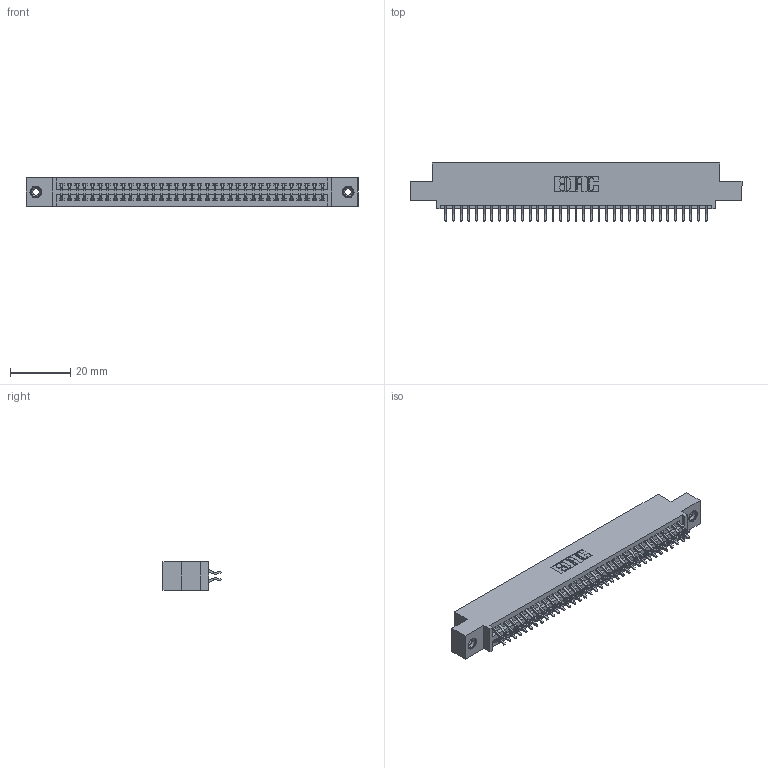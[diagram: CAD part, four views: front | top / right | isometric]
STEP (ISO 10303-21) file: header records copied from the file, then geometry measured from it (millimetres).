
FILE_DESCRIPTION (( 'STEP AP203' ), '1' );
FILE_NAME ('345-070-556-508.STEP', '2018-10-01T09:41:14', ( '' ), ( '' ), 'SwSTEP 2.0', 'SolidWorks 2016', '' );
FILE_SCHEMA (( 'CONFIG_CONTROL_DESIGN' ));
Length unit declared in the file: inch
Products named in the file (4): 345-070-556-508; 345-250-001_345-250-003-102; 345 Part_0.110 Offset - 0.156 Dia-TI; 345-292-001_556 Tail
Assembly tree (73 placements, depth 2):
  345-070-556-508
    345 Part_0.110 Offset - 0.156 Dia-TI
    345-292-001_556 Tail  x70
    345-250-001_345-250-003-102  x2
Bounding box: 110.11 x 19.24 x 9.4 mm (x, y, z)
Volume: 10548.5 mm3; surface area: 15501.8 mm2
Topology: 73 solids, 73 shells, 4110 faces, 12179 edges, 8018 vertices
Faces by surface type: plane 2706, cylinder 1388, cone 12, torus 4
Entity records: 29942 total; most frequent: CARTESIAN_POINT 5023, ORIENTED_EDGE 4938, DIRECTION 4451, EDGE_CURVE 2469, LINE 2169, VECTOR 2169, VERTEX_POINT 1640, AXIS2_PLACEMENT_3D 1141
